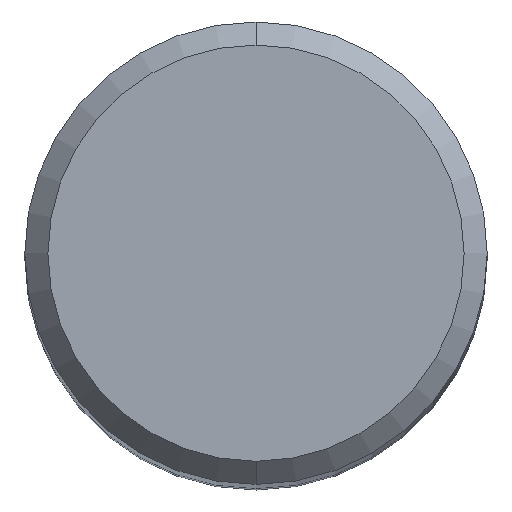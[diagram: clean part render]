
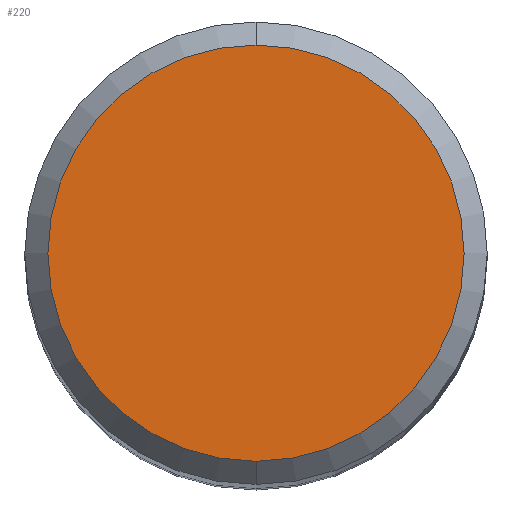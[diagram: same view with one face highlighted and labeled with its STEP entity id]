
A CAD part, top view. The second image highlights one B-rep face of the part: STEP entity #220.
In plain terms, the highlighted planar face has unit normal (0, 0, 1).
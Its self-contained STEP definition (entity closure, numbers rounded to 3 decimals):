
#206=EDGE_CURVE('',#324,#350,#475,.T.);
#220=ADVANCED_FACE('',(#491),#492,.T.);
#324=VERTEX_POINT('',#606);
#338=EDGE_CURVE('',#350,#324,#620,.T.);
#350=VERTEX_POINT('',#634);
#475=CIRCLE('',#816,4.5);
#491=FACE_OUTER_BOUND('',#849,.T.);
#492=PLANE('',#850);
#606=CARTESIAN_POINT('',(0.0,4.5,0.0));
#620=CIRCLE('',#1164,4.5);
#634=CARTESIAN_POINT('',(0.,-4.5,0.0));
#816=AXIS2_PLACEMENT_3D('',#1353,#1354,#1355);
#849=EDGE_LOOP('',(#1377,#1378));
#850=AXIS2_PLACEMENT_3D('',#1379,#1380,#1381);
#1164=AXIS2_PLACEMENT_3D('',#1501,#1502,#1503);
#1353=CARTESIAN_POINT('',(0.0,0.0,0.0));
#1354=DIRECTION('',(0.0,0.0,-1.0));
#1355=DIRECTION('',(0.0,1.0,0.0));
#1377=ORIENTED_EDGE('',*,*,#206,.F.);
#1378=ORIENTED_EDGE('',*,*,#338,.F.);
#1379=CARTESIAN_POINT('',(0.0,2.25,0.0));
#1380=DIRECTION('',(-0.0,0.0,1.0));
#1381=DIRECTION('',(0.0,-1.0,0.0));
#1501=CARTESIAN_POINT('',(0.0,0.0,0.0));
#1502=DIRECTION('',(0.0,0.0,-1.0));
#1503=DIRECTION('',(0.0,1.0,0.0));
